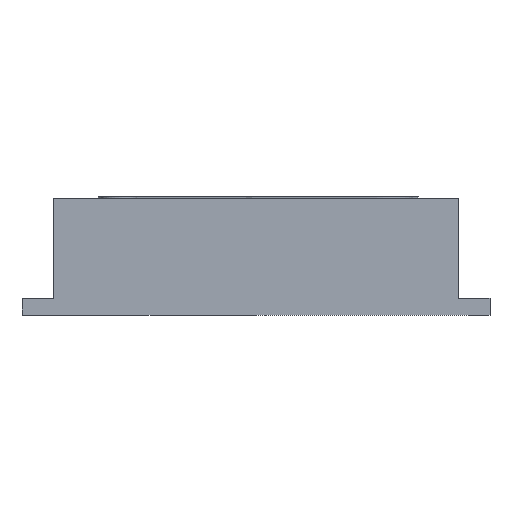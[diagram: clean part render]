
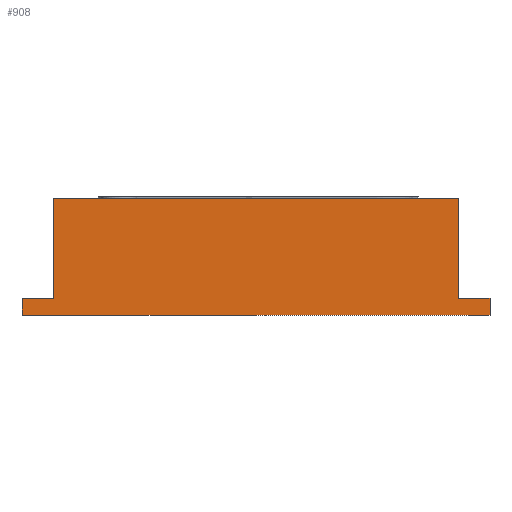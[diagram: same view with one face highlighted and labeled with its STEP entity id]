
A CAD part, front view. The second image highlights one B-rep face of the part: STEP entity #908.
In plain terms, the highlighted planar face has unit normal (0, -1, 0).
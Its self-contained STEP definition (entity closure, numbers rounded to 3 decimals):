
#66 = VERTEX_POINT('',#67);
#67 = CARTESIAN_POINT('',(-6.5,-9.8,3.75));
#82 = VERTEX_POINT('',#83);
#83 = CARTESIAN_POINT('',(6.5,-9.8,3.75));
#89 = EDGE_CURVE('',#66,#82,#90,.T.);
#90 = LINE('',#91,#92);
#91 = CARTESIAN_POINT('',(-7.5,-9.8,3.75));
#92 = VECTOR('',#93,1.);
#93 = DIRECTION('',(1.,0.,0.));
#666 = EDGE_CURVE('',#66,#667,#669,.T.);
#667 = VERTEX_POINT('',#668);
#668 = CARTESIAN_POINT('',(-6.5,-9.8,0.54));
#669 = LINE('',#670,#671);
#670 = CARTESIAN_POINT('',(-6.5,-9.8,0.27));
#671 = VECTOR('',#672,1.);
#672 = DIRECTION('',(0.,0.,-1.));
#908 = ADVANCED_FACE('',(#909),#959,.F.);
#909 = FACE_BOUND('',#910,.F.);
#910 = EDGE_LOOP('',(#911,#921,#929,#935,#936,#937,#945,#953));
#911 = ORIENTED_EDGE('',*,*,#912,.F.);
#912 = EDGE_CURVE('',#913,#915,#917,.T.);
#913 = VERTEX_POINT('',#914);
#914 = CARTESIAN_POINT('',(-7.5,-9.8,0.));
#915 = VERTEX_POINT('',#916);
#916 = CARTESIAN_POINT('',(7.5,-9.8,0.));
#917 = LINE('',#918,#919);
#918 = CARTESIAN_POINT('',(-7.5,-9.8,0.));
#919 = VECTOR('',#920,1.);
#920 = DIRECTION('',(1.,0.,0.));
#921 = ORIENTED_EDGE('',*,*,#922,.T.);
#922 = EDGE_CURVE('',#913,#923,#925,.T.);
#923 = VERTEX_POINT('',#924);
#924 = CARTESIAN_POINT('',(-7.5,-9.8,0.54));
#925 = LINE('',#926,#927);
#926 = CARTESIAN_POINT('',(-7.5,-9.8,0.));
#927 = VECTOR('',#928,1.);
#928 = DIRECTION('',(0.,0.,1.));
#929 = ORIENTED_EDGE('',*,*,#930,.T.);
#930 = EDGE_CURVE('',#923,#667,#931,.T.);
#931 = LINE('',#932,#933);
#932 = CARTESIAN_POINT('',(-7.5,-9.8,0.54));
#933 = VECTOR('',#934,1.);
#934 = DIRECTION('',(1.,0.,0.));
#935 = ORIENTED_EDGE('',*,*,#666,.F.);
#936 = ORIENTED_EDGE('',*,*,#89,.T.);
#937 = ORIENTED_EDGE('',*,*,#938,.T.);
#938 = EDGE_CURVE('',#82,#939,#941,.T.);
#939 = VERTEX_POINT('',#940);
#940 = CARTESIAN_POINT('',(6.5,-9.8,0.54));
#941 = LINE('',#942,#943);
#942 = CARTESIAN_POINT('',(6.5,-9.8,0.27));
#943 = VECTOR('',#944,1.);
#944 = DIRECTION('',(0.,0.,-1.));
#945 = ORIENTED_EDGE('',*,*,#946,.T.);
#946 = EDGE_CURVE('',#939,#947,#949,.T.);
#947 = VERTEX_POINT('',#948);
#948 = CARTESIAN_POINT('',(7.5,-9.8,0.54));
#949 = LINE('',#950,#951);
#950 = CARTESIAN_POINT('',(-0.5,-9.8,0.54));
#951 = VECTOR('',#952,1.);
#952 = DIRECTION('',(1.,0.,0.));
#953 = ORIENTED_EDGE('',*,*,#954,.F.);
#954 = EDGE_CURVE('',#915,#947,#955,.T.);
#955 = LINE('',#956,#957);
#956 = CARTESIAN_POINT('',(7.5,-9.8,0.));
#957 = VECTOR('',#958,1.);
#958 = DIRECTION('',(0.,0.,1.));
#959 = PLANE('',#960);
#960 = AXIS2_PLACEMENT_3D('',#961,#962,#963);
#961 = CARTESIAN_POINT('',(-7.5,-9.8,0.));
#962 = DIRECTION('',(0.,1.,0.));
#963 = DIRECTION('',(1.,0.,0.));
